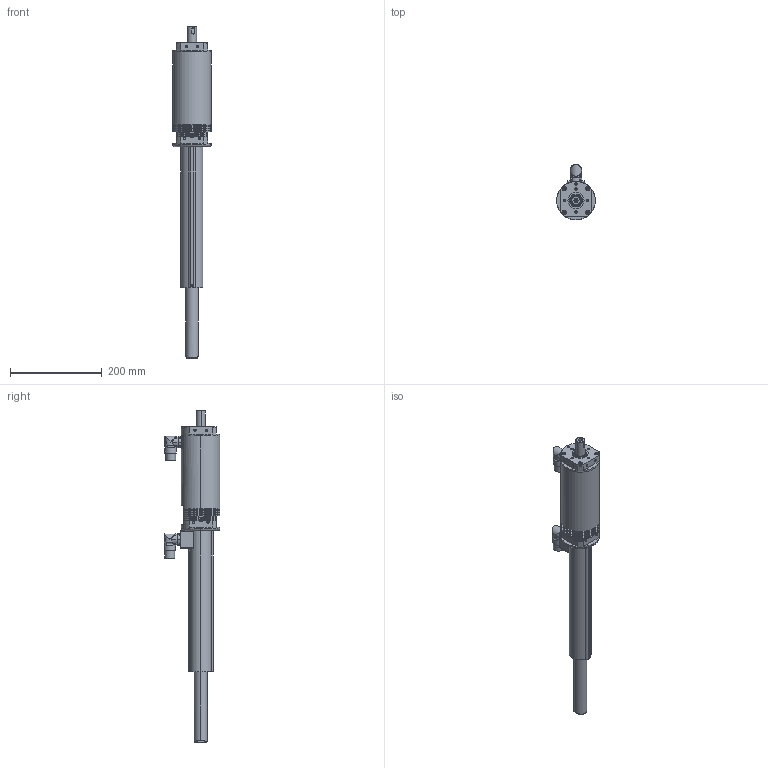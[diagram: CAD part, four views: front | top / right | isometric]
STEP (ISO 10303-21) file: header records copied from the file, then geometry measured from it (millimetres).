
FILE_DESCRIPTION (( 'STEP AP214' ), '1' );
FILE_NAME ('0186-0437_200226_PR01-84x80-C!48x240F-C-100-L.STEP', '2020-02-26T10:38:47', ( '' ), ( '' ), 'SwSTEP 2.0', 'SolidWorks 2019', '' );
FILE_SCHEMA (( 'AUTOMOTIVE_DESIGN' ));
Length unit declared in the file: millimetre
Products named in the file (3): 0186-0437_200226_PR01-84x80-C!48x240F-C-100-L; Stator-RS01-84x80_48x240F-100; Läufer-Drehwelle-240L
Assembly tree (2 placements, depth 2):
  0186-0437_200226_PR01-84x80-C!48x240F-C-100-L
    Stator-RS01-84x80_48x240F-100
    Läufer-Drehwelle-240L
Bounding box: 84 x 121.9 x 723.6 mm (x, y, z)
Volume: 1911064 mm3; surface area: 315884.3 mm2
Topology: 24 solids, 24 shells, 1316 faces, 3235 edges, 1983 vertices
Faces by surface type: cylinder 563, plane 440, cone 152, torus 99, bspline 50, sphere 12
Entity records: 56950 total; most frequent: CARTESIAN_POINT 11521, DIRECTION 6583, ORIENTED_EDGE 6284, EDGE_CURVE 3142, AXIS2_PLACEMENT_3D 2629, VERTEX_POINT 1983, EDGE_LOOP 1469, CIRCLE 1358
